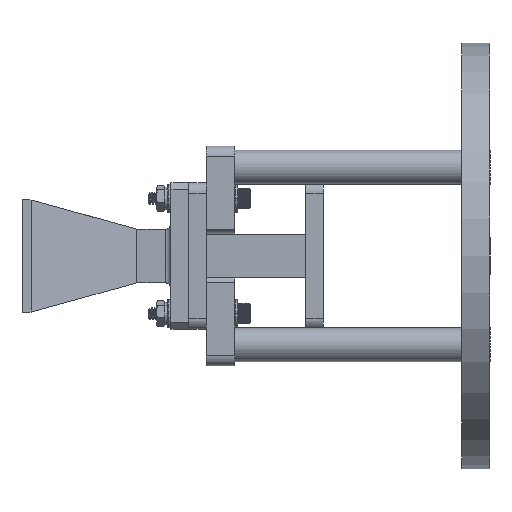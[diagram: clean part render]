
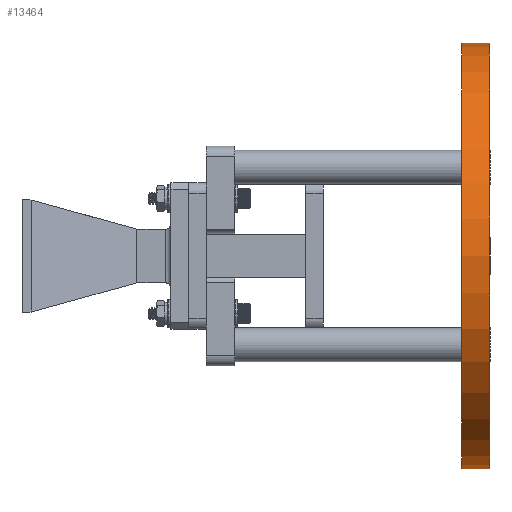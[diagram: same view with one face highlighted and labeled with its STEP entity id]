
A CAD part, left-side view. The second image highlights one B-rep face of the part: STEP entity #13464.
In plain terms, the highlighted cylindrical face has radius 60 mm (diameter 120 mm), a partial arc.
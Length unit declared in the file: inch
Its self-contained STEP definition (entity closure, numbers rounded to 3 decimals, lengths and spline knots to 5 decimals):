
#314 = AXIS2_PLACEMENT_3D ( 'NONE', #13695, #5083, #5520 ) ;
#1066 = CARTESIAN_POINT ( 'NONE',  ( 0., 0.31496, 2.3622 ) ) ;
#1454 = CARTESIAN_POINT ( 'NONE',  ( 0., 0., -2.3622 ) ) ;
#1503 = EDGE_CURVE ( 'NONE', #5058, #17507, #18385, .T. ) ;
#1771 = CARTESIAN_POINT ( 'NONE',  ( 0., 0.31496, 2.3622 ) ) ;
#1780 = EDGE_CURVE ( 'NONE', #5058, #19427, #14577, .T. ) ;
#1922 = VECTOR ( 'NONE', #3316, 39.37008 ) ;
#3099 = ORIENTED_EDGE ( 'NONE', *, *, #15213, .T. ) ;
#3316 = DIRECTION ( 'NONE',  ( 0., -1., 0. ) ) ;
#3702 = ORIENTED_EDGE ( 'NONE', *, *, #1503, .T. ) ;
#3876 = AXIS2_PLACEMENT_3D ( 'NONE', #18089, #8342, #16332 ) ;
#4408 = FACE_OUTER_BOUND ( 'NONE', #16154, .T. ) ;
#5058 = VERTEX_POINT ( 'NONE', #6446 ) ;
#5083 = DIRECTION ( 'NONE',  ( 0., 1., 0. ) ) ;
#5202 = LINE ( 'NONE', #1771, #1922 ) ;
#5520 = DIRECTION ( 'NONE',  ( 0., 0., 1. ) ) ;
#6446 = CARTESIAN_POINT ( 'NONE',  ( 0., 0.31496, -2.3622 ) ) ;
#8342 = DIRECTION ( 'NONE',  ( 0., -1., 0. ) ) ;
#11037 = VERTEX_POINT ( 'NONE', #21276 ) ;
#11454 = DIRECTION ( 'NONE',  ( 0., 0., 1. ) ) ;
#12381 = ORIENTED_EDGE ( 'NONE', *, *, #21529, .F. ) ;
#13464 = ADVANCED_FACE ( 'NONE', ( #4408 ), #17550, .T. ) ;
#13695 = CARTESIAN_POINT ( 'NONE',  ( 0., 0., 0. ) ) ;
#14577 = CIRCLE ( 'NONE', #21689, 2.3622 ) ;
#15213 = EDGE_CURVE ( 'NONE', #17507, #11037, #17597, .T. ) ;
#16154 = EDGE_LOOP ( 'NONE', ( #12381, #21828, #3702, #3099 ) ) ;
#16332 = DIRECTION ( 'NONE',  ( 0., 0., -1. ) ) ;
#16722 = CARTESIAN_POINT ( 'NONE',  ( 0., 0.31496, -2.3622 ) ) ;
#17507 = VERTEX_POINT ( 'NONE', #1454 ) ;
#17550 = CYLINDRICAL_SURFACE ( 'NONE', #3876, 2.3622 ) ;
#17597 = CIRCLE ( 'NONE', #314, 2.3622 ) ;
#18007 = CARTESIAN_POINT ( 'NONE',  ( 0., 0.31496, 0. ) ) ;
#18089 = CARTESIAN_POINT ( 'NONE',  ( 0., 0.31496, 0. ) ) ;
#18166 = VECTOR ( 'NONE', #21704, 39.37008 ) ;
#18385 = LINE ( 'NONE', #16722, #18166 ) ;
#19427 = VERTEX_POINT ( 'NONE', #1066 ) ;
#19659 = DIRECTION ( 'NONE',  ( 0., 1., 0. ) ) ;
#21276 = CARTESIAN_POINT ( 'NONE',  ( 0., 0., 2.3622 ) ) ;
#21529 = EDGE_CURVE ( 'NONE', #19427, #11037, #5202, .T. ) ;
#21689 = AXIS2_PLACEMENT_3D ( 'NONE', #18007, #19659, #11454 ) ;
#21704 = DIRECTION ( 'NONE',  ( 0., -1., 0. ) ) ;
#21828 = ORIENTED_EDGE ( 'NONE', *, *, #1780, .F. ) ;
